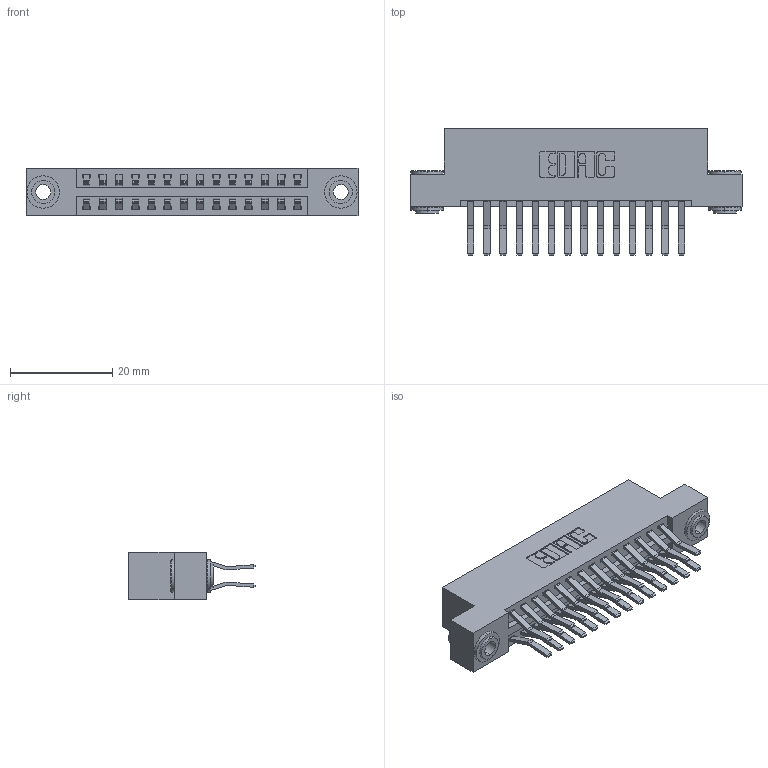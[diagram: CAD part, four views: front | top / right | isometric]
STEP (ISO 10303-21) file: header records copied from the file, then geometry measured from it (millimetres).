
FILE_DESCRIPTION (( 'STEP AP203' ), '1' );
FILE_NAME ('396-028-560-203.STEP', '2018-09-05T04:37:49', ( '' ), ( '' ), 'SwSTEP 2.0', 'SolidWorks 2016', '' );
FILE_SCHEMA (( 'CONFIG_CONTROL_DESIGN' ));
Length unit declared in the file: inch
Products named in the file (4): 346 Part_Flush Mounting Lugs - 0.156 Dia-TH; 345-292-001_560 Tail; 345-250-002_345-250-002-102; 396-028-560-203
Assembly tree (31 placements, depth 2):
  396-028-560-203
    346 Part_Flush Mounting Lugs - 0.156 Dia-TH
    345-292-001_560 Tail  x28
    345-250-002_345-250-002-102  x2
Bounding box: 65.02 x 24.78 x 9.4 mm (x, y, z)
Volume: 6326.1 mm3; surface area: 8959.4 mm2
Topology: 31 solids, 31 shells, 1672 faces, 4913 edges, 3234 vertices
Faces by surface type: plane 1066, cylinder 598, cone 8
Entity records: 13644 total; most frequent: CARTESIAN_POINT 2263, ORIENTED_EDGE 2190, DIRECTION 2081, EDGE_CURVE 1095, LINE 879, VECTOR 879, VERTEX_POINT 726, AXIS2_PLACEMENT_3D 601
